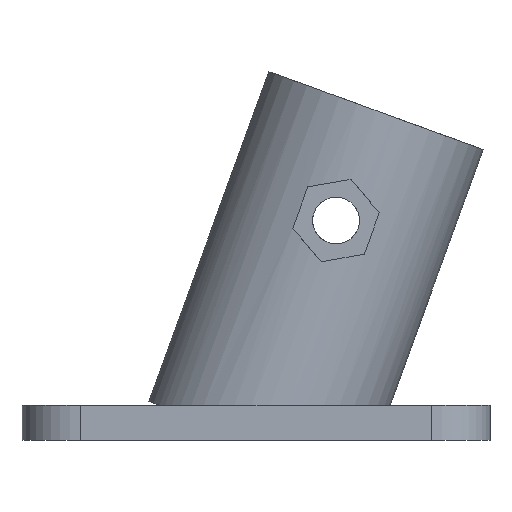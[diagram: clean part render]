
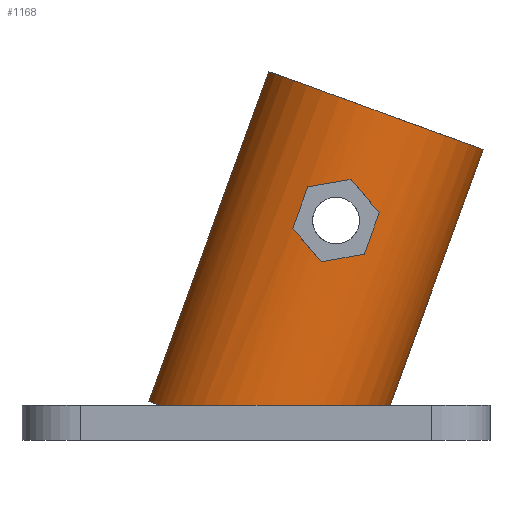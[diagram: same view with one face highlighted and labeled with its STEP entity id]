
A CAD part, left-side view. The second image highlights one B-rep face of the part: STEP entity #1168.
In plain terms, the highlighted cylindrical face has radius 9.75 mm (diameter 19.5 mm), a partial arc.
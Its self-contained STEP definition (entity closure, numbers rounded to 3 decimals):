
#18 = CARTESIAN_POINT ( 'NONE',  ( 0., -10.261, 28.191 ) ) ;
#32 = EDGE_CURVE ( 'NONE', #1306, #635, #563, .T. ) ;
#34 = EDGE_CURVE ( 'NONE', #1500, #1312, #1333, .T. ) ;
#36 = ORIENTED_EDGE ( 'NONE', *, *, #547, .F. ) ;
#38 = VECTOR ( 'NONE', #1512, 1000. ) ;
#43 = CARTESIAN_POINT ( 'NONE',  ( -9.192, -3.145, 18.142 ) ) ;
#61 = VECTOR ( 'NONE', #71, 1000. ) ;
#67 = ORIENTED_EDGE ( 'NONE', *, *, #804, .T. ) ;
#71 = DIRECTION ( 'NONE',  ( 0., -0.342, 0.94 ) ) ;
#74 = CARTESIAN_POINT ( 'NONE',  ( -9.192, -4.428, 21.669 ) ) ;
#113 = VERTEX_POINT ( 'NONE', #298 ) ;
#126 = CYLINDRICAL_SURFACE ( 'NONE', #1507, 9.75 ) ;
#192 = CARTESIAN_POINT ( 'NONE',  ( -9.562, -5.618, 21.878 ) ) ;
#197 = EDGE_CURVE ( 'NONE', #278, #742, #1329, .T. ) ;
#228 = CARTESIAN_POINT ( 'NONE',  ( 0., -11.468, 3. ) ) ;
#269 = DIRECTION ( 'NONE',  ( 0., -0.94, -0.342 ) ) ;
#278 = VERTEX_POINT ( 'NONE', #793 ) ;
#290 = CARTESIAN_POINT ( 'NONE',  ( -9.192, -13.315, 27.079 ) ) ;
#298 = CARTESIAN_POINT ( 'NONE',  ( -9.75, -5.557, 15.267 ) ) ;
#304 =( BOUNDED_CURVE ( )  B_SPLINE_CURVE ( 3, ( #1382, #423, #1007, #1124 ),
 .UNSPECIFIED., .F., .F. ) 
 B_SPLINE_CURVE_WITH_KNOTS ( ( 4, 4 ),
 ( 1.571, 1.911 ),
 .UNSPECIFIED. ) 
 CURVE ( )  GEOMETRIC_REPRESENTATION_ITEM ( )  RATIONAL_B_SPLINE_CURVE ( ( 1., 0.99, 0.99, 1. ) ) 
 REPRESENTATION_ITEM ( '' )  );
#330 = CARTESIAN_POINT ( 'NONE',  ( -9.192, -4.428, 21.669 ) ) ;
#351 = VERTEX_POINT ( 'NONE', #1412 ) ;
#393 = CARTESIAN_POINT ( 'NONE',  ( -9.75, -5.557, 15.267 ) ) ;
#399 = LINE ( 'NONE', #862, #1458 ) ;
#423 = CARTESIAN_POINT ( 'NONE',  ( -9.75, -6.819, 15.49 ) ) ;
#440 = CARTESIAN_POINT ( 'NONE',  ( -9.75, -8.948, 21.339 ) ) ;
#497 = CARTESIAN_POINT ( 'NONE',  ( -4.257, 8.242, 3. ) ) ;
#499 = CARTESIAN_POINT ( 'NONE',  ( -9.562, -3.921, 17.217 ) ) ;
#501 = DIRECTION ( 'NONE',  ( 0., -0.342, 0.94 ) ) ;
#516 = DIRECTION ( 'NONE',  ( 0., -0.342, 0.94 ) ) ;
#532 = ORIENTED_EDGE ( 'NONE', *, *, #974, .F. ) ;
#547 = EDGE_CURVE ( 'NONE', #604, #612, #553, .T. ) ;
#553 = CIRCLE ( 'NONE', #964, 9.75 ) ;
#563 =( BOUNDED_CURVE ( )  B_SPLINE_CURVE ( 3, ( #1232, #675, #192, #74 ),
 .UNSPECIFIED., .F., .T. ) 
 B_SPLINE_CURVE_WITH_KNOTS ( ( 4, 4 ),
 ( 4.712, 5.052 ),
 .UNSPECIFIED. ) 
 CURVE ( )  GEOMETRIC_REPRESENTATION_ITEM ( )  RATIONAL_B_SPLINE_CURVE ( ( 1., 0.99, 0.99, 1. ) ) 
 REPRESENTATION_ITEM ( '' )  );
#576 = EDGE_CURVE ( 'NONE', #1378, #1312, #723, .T. ) ;
#595 = ORIENTED_EDGE ( 'NONE', *, *, #1476, .F. ) ;
#604 = VERTEX_POINT ( 'NONE', #971 ) ;
#612 = VERTEX_POINT ( 'NONE', #1501 ) ;
#635 = VERTEX_POINT ( 'NONE', #330 ) ;
#657 =( BOUNDED_CURVE ( )  B_SPLINE_CURVE ( 3, ( #43, #499, #1438, #393 ),
 .UNSPECIFIED., .F., .T. ) 
 B_SPLINE_CURVE_WITH_KNOTS ( ( 4, 4 ),
 ( 4.373, 4.712 ),
 .UNSPECIFIED. ) 
 CURVE ( )  GEOMETRIC_REPRESENTATION_ITEM ( )  RATIONAL_B_SPLINE_CURVE ( ( 1., 0.99, 0.99, 1. ) ) 
 REPRESENTATION_ITEM ( '' )  );
#664 = EDGE_LOOP ( 'NONE', ( #532, #36, #67, #1299, #998 ) ) ;
#675 = CARTESIAN_POINT ( 'NONE',  ( -9.75, -6.862, 22.098 ) ) ;
#704 = FACE_OUTER_BOUND ( 'NONE', #664, .T. ) ;
#711 = DIRECTION ( 'NONE',  ( 0., 0.342, -0.94 ) ) ;
#716 =( BOUNDED_CURVE ( )  B_SPLINE_CURVE ( 3, ( #772, #898, #440, #1281 ),
 .UNSPECIFIED., .F., .F. ) 
 B_SPLINE_CURVE_WITH_KNOTS ( ( 4, 4 ),
 ( 1.231, 1.571 ),
 .UNSPECIFIED. ) 
 CURVE ( )  GEOMETRIC_REPRESENTATION_ITEM ( )  RATIONAL_B_SPLINE_CURVE ( ( 1., 0.99, 0.99, 1. ) ) 
 REPRESENTATION_ITEM ( '' )  );
#723 = CIRCLE ( 'NONE', #1036, 9.75 ) ;
#738 = EDGE_CURVE ( 'NONE', #635, #351, #1180, .T. ) ;
#742 = VERTEX_POINT ( 'NONE', #816 ) ;
#772 = CARTESIAN_POINT ( 'NONE',  ( -9.192, -10.536, 19.446 ) ) ;
#793 = CARTESIAN_POINT ( 'NONE',  ( -9.192, -9.253, 15.919 ) ) ;
#804 = EDGE_CURVE ( 'NONE', #604, #1378, #836, .T. ) ;
#816 = CARTESIAN_POINT ( 'NONE',  ( -9.192, -10.536, 19.446 ) ) ;
#823 = CARTESIAN_POINT ( 'NONE',  ( 0., -1.099, 31.525 ) ) ;
#836 = LINE ( 'NONE', #823, #1164 ) ;
#857 = ORIENTED_EDGE ( 'NONE', *, *, #32, .F. ) ;
#862 = CARTESIAN_POINT ( 'NONE',  ( 0., -19.423, 24.856 ) ) ;
#887 = CARTESIAN_POINT ( 'NONE',  ( -13.124, -11.468, 3. ) ) ;
#898 = CARTESIAN_POINT ( 'NONE',  ( -9.562, -9.76, 20.371 ) ) ;
#917 = DIRECTION ( 'NONE',  ( 0., 0.94, 0.342 ) ) ;
#925 = ORIENTED_EDGE ( 'NONE', *, *, #738, .F. ) ;
#943 = CARTESIAN_POINT ( 'NONE',  ( -9.192, -7.207, 29.302 ) ) ;
#946 = EDGE_CURVE ( 'NONE', #351, #113, #657, .T. ) ;
#964 = AXIS2_PLACEMENT_3D ( 'NONE', #1313, #516, #1095 ) ;
#971 = CARTESIAN_POINT ( 'NONE',  ( 0., -1.099, 31.525 ) ) ;
#974 = EDGE_CURVE ( 'NONE', #612, #1500, #399, .T. ) ;
#990 = ORIENTED_EDGE ( 'NONE', *, *, #1050, .F. ) ;
#998 = ORIENTED_EDGE ( 'NONE', *, *, #34, .F. ) ;
#1005 = CARTESIAN_POINT ( 'NONE',  ( 0., -11.468, 3. ) ) ;
#1007 = CARTESIAN_POINT ( 'NONE',  ( -9.562, -8.063, 15.709 ) ) ;
#1024 = EDGE_LOOP ( 'NONE', ( #990, #1336, #925, #857, #595, #1371 ) ) ;
#1036 = AXIS2_PLACEMENT_3D ( 'NONE', #1218, #501, #269 ) ;
#1043 = DIRECTION ( 'NONE',  ( 0., 0.342, -0.94 ) ) ;
#1050 = EDGE_CURVE ( 'NONE', #113, #278, #304, .T. ) ;
#1095 = DIRECTION ( 'NONE',  ( 0., -0.94, -0.342 ) ) ;
#1098 = DIRECTION ( 'NONE',  ( 0., 0.342, -0.94 ) ) ;
#1124 = CARTESIAN_POINT ( 'NONE',  ( -9.192, -9.253, 15.919 ) ) ;
#1144 = CARTESIAN_POINT ( 'NONE',  ( -4.257, 8.242, 3. ) ) ;
#1164 = VECTOR ( 'NONE', #711, 1000. ) ;
#1168 = ADVANCED_FACE ( 'NONE', ( #704, #1398 ), #126, .T. ) ;
#1180 = LINE ( 'NONE', #943, #38 ) ;
#1218 = CARTESIAN_POINT ( 'NONE',  ( 0., 0., 0. ) ) ;
#1232 = CARTESIAN_POINT ( 'NONE',  ( -9.75, -8.124, 22.32 ) ) ;
#1281 = CARTESIAN_POINT ( 'NONE',  ( -9.75, -8.124, 22.32 ) ) ;
#1299 = ORIENTED_EDGE ( 'NONE', *, *, #576, .T. ) ;
#1306 = VERTEX_POINT ( 'NONE', #1437 ) ;
#1312 = VERTEX_POINT ( 'NONE', #497 ) ;
#1313 = CARTESIAN_POINT ( 'NONE',  ( 0., -10.261, 28.191 ) ) ;
#1329 = LINE ( 'NONE', #290, #61 ) ;
#1333 =( BOUNDED_CURVE ( )  B_SPLINE_CURVE ( 3, ( #1005, #887, #1391, #1144 ),
 .UNSPECIFIED., .F., .T. ) 
 B_SPLINE_CURVE_WITH_KNOTS ( ( 4, 4 ),
 ( 3.142, 5.831 ),
 .UNSPECIFIED. ) 
 CURVE ( )  GEOMETRIC_REPRESENTATION_ITEM ( )  RATIONAL_B_SPLINE_CURVE ( ( 1., 0.483, 0.483, 1. ) ) 
 REPRESENTATION_ITEM ( '' )  );
#1336 = ORIENTED_EDGE ( 'NONE', *, *, #946, .F. ) ;
#1353 = CARTESIAN_POINT ( 'NONE',  ( 0., 9.162, 3.335 ) ) ;
#1371 = ORIENTED_EDGE ( 'NONE', *, *, #197, .F. ) ;
#1378 = VERTEX_POINT ( 'NONE', #1353 ) ;
#1382 = CARTESIAN_POINT ( 'NONE',  ( -9.75, -5.557, 15.267 ) ) ;
#1391 = CARTESIAN_POINT ( 'NONE',  ( -16.064, 2.144, 3. ) ) ;
#1398 = FACE_BOUND ( 'NONE', #1024, .T. ) ;
#1412 = CARTESIAN_POINT ( 'NONE',  ( -9.192, -3.145, 18.142 ) ) ;
#1437 = CARTESIAN_POINT ( 'NONE',  ( -9.75, -8.124, 22.32 ) ) ;
#1438 = CARTESIAN_POINT ( 'NONE',  ( -9.75, -4.733, 16.249 ) ) ;
#1458 = VECTOR ( 'NONE', #1098, 1000. ) ;
#1476 = EDGE_CURVE ( 'NONE', #742, #1306, #716, .T. ) ;
#1500 = VERTEX_POINT ( 'NONE', #228 ) ;
#1501 = CARTESIAN_POINT ( 'NONE',  ( 0., -19.423, 24.856 ) ) ;
#1507 = AXIS2_PLACEMENT_3D ( 'NONE', #18, #1043, #917 ) ;
#1512 = DIRECTION ( 'NONE',  ( 0., 0.342, -0.94 ) ) ;
